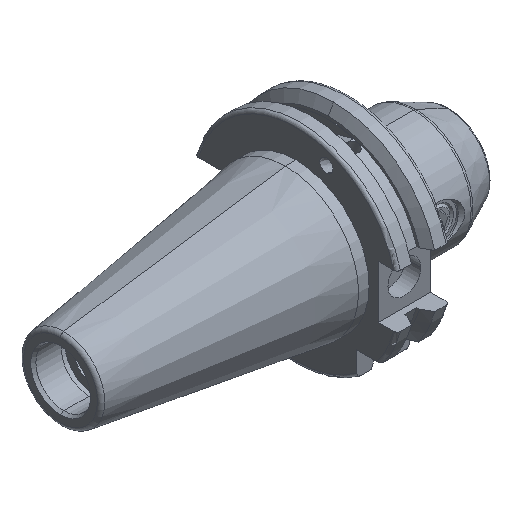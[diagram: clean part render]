
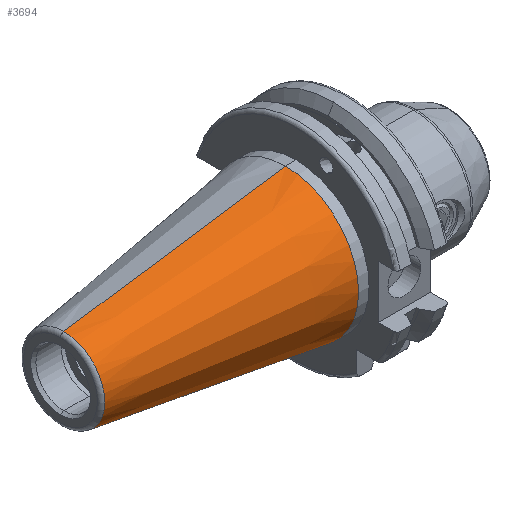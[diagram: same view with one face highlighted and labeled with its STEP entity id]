
A CAD part, isometric view. The second image highlights one B-rep face of the part: STEP entity #3694.
In plain terms, the highlighted conical face has half-angle 8.297 degrees and reference radius 22.225 mm.
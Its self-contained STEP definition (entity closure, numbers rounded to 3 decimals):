
#926 = CARTESIAN_POINT ( 'NONE',  ( -67.373, 0., 12.4 ) ) ;
#976 = DIRECTION ( 'NONE',  ( 0., 0., -1. ) ) ;
#977 = DIRECTION ( 'NONE',  ( -1., 0., 0. ) ) ;
#998 = CIRCLE ( 'NONE', #1003, 12.4 ) ;
#1002 = CARTESIAN_POINT ( 'NONE',  ( -67.373, 0., 0. ) ) ;
#1003 = AXIS2_PLACEMENT_3D ( 'NONE', #1002, #977, #976 ) ;
#1526 = DIRECTION ( 'NONE',  ( 0.99, 0., -0.144 ) ) ;
#1527 = VECTOR ( 'NONE', #1526, 1000. ) ;
#1528 = CARTESIAN_POINT ( 'NONE',  ( 0., 0., -22.225 ) ) ;
#1551 = LINE ( 'NONE', #1528, #1527 ) ;
#1682 = DIRECTION ( 'NONE',  ( 1., 0., 0. ) ) ;
#1683 = CARTESIAN_POINT ( 'NONE',  ( 0., 0., 0. ) ) ;
#1684 = AXIS2_PLACEMENT_3D ( 'NONE', #1683, #1682, #1748 ) ;
#1685 = CONICAL_SURFACE ( 'NONE', #1684, 22.225, 0.145 ) ;
#1686 = FACE_OUTER_BOUND ( 'NONE', #4887, .T. ) ;
#1691 = DIRECTION ( 'NONE',  ( 0.99, 0., 0.144 ) ) ;
#1692 = VECTOR ( 'NONE', #1691, 1000. ) ;
#1693 = CARTESIAN_POINT ( 'NONE',  ( 0., 0., 22.225 ) ) ;
#1694 = LINE ( 'NONE', #1693, #1692 ) ;
#1748 = DIRECTION ( 'NONE',  ( 0., 0., 1. ) ) ;
#1917 = CARTESIAN_POINT ( 'NONE',  ( -67.373, 0., -12.4 ) ) ;
#3473 = DIRECTION ( 'NONE',  ( 0., 0., -1. ) ) ;
#3474 = DIRECTION ( 'NONE',  ( -1., 0., 0. ) ) ;
#3475 = CARTESIAN_POINT ( 'NONE',  ( 0., 0., 0. ) ) ;
#3476 = AXIS2_PLACEMENT_3D ( 'NONE', #3475, #3474, #3473 ) ;
#3477 = CIRCLE ( 'NONE', #3476, 22.225 ) ;
#3491 = CARTESIAN_POINT ( 'NONE',  ( 0., 0., 22.225 ) ) ;
#3509 = CARTESIAN_POINT ( 'NONE',  ( 0., 0., -22.225 ) ) ;
#3634 = ORIENTED_EDGE ( 'NONE', *, *, #3635, .T. ) ;
#3635 = EDGE_CURVE ( 'NONE', #4145, #4906, #1551, .T. ) ;
#3639 = ORIENTED_EDGE ( 'NONE', *, *, #4882, .T. ) ;
#3642 = ORIENTED_EDGE ( 'NONE', *, *, #3689, .F. ) ;
#3689 = EDGE_CURVE ( 'NONE', #3878, #4940, #1694, .T. ) ;
#3693 = ORIENTED_EDGE ( 'NONE', *, *, #3904, .F. ) ;
#3694 = ADVANCED_FACE ( 'NONE', ( #1686 ), #1685, .T. ) ;
#3878 = VERTEX_POINT ( 'NONE', #926 ) ;
#3904 = EDGE_CURVE ( 'NONE', #4145, #3878, #998, .T. ) ;
#4145 = VERTEX_POINT ( 'NONE', #1917 ) ;
#4882 = EDGE_CURVE ( 'NONE', #4906, #4940, #3477, .T. ) ;
#4887 = EDGE_LOOP ( 'NONE', ( #3693, #3634, #3639, #3642 ) ) ;
#4906 = VERTEX_POINT ( 'NONE', #3509 ) ;
#4940 = VERTEX_POINT ( 'NONE', #3491 ) ;
